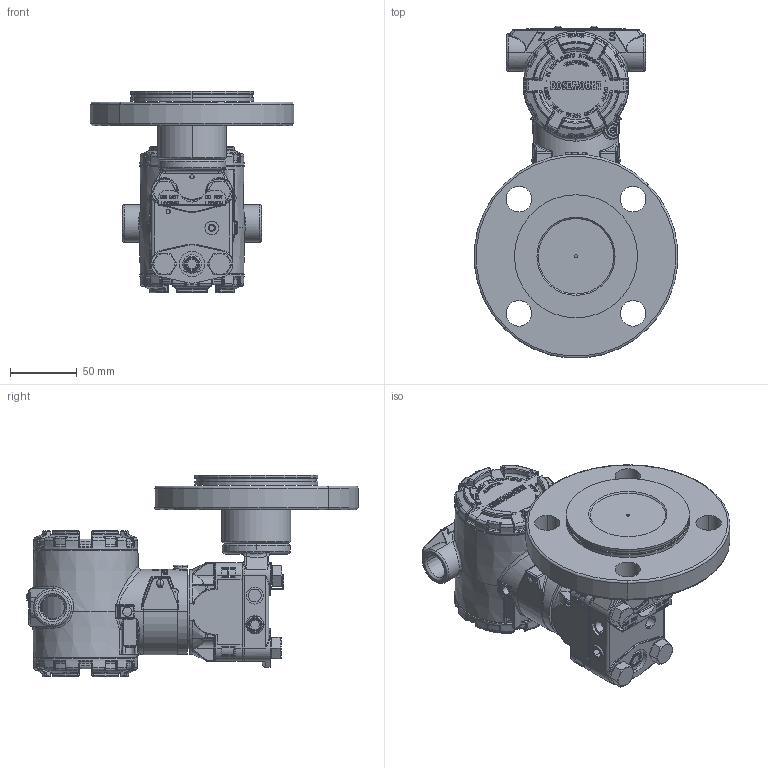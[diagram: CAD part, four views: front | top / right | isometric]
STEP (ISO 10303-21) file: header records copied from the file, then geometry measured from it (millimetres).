
FILE_DESCRIPTION((''),'2;1');
FILE_NAME('3051L-3D_SW0001','2013-05-09T',('johnarm'),('Rosemount Measurement Division'),'PRO/ENGINEER BY PARAMETRIC TECHNOLOGY CORPORATION, 2010180','PRO/ENGINEER BY PARAMETRIC TECHNOLOGY CORPORATION, 2010180','');
FILE_SCHEMA(('CONFIG_CONTROL_DESIGN'));
Products named in the file (1): 3051L-3D_SW0001
Bounding box: 151.82 x 248.06 x 150.62 mm (x, y, z)
Surface area: 181208 mm2 (no closed solid volume)
Topology: 0 solids, 119 shells, 1968 faces, 9665 edges, 7637 vertices
Faces by surface type: plane 550, bspline 516, cylinder 484, torus 234, cone 120, sphere 64
Entity records: 120050 total; most frequent: CARTESIAN_POINT 49952, ORIENTED_EDGE 13612, DIRECTION 12433, EDGE_CURVE 9601, VERTEX_POINT 7637, VECTOR 6027, LINE 6027, AXIS2_PLACEMENT_3D 3203
